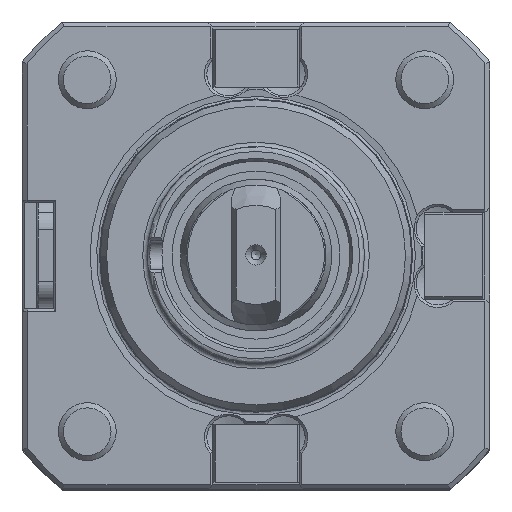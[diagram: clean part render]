
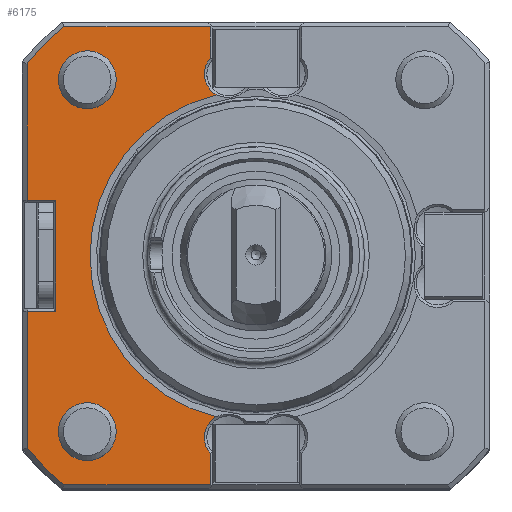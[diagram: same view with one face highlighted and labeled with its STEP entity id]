
A CAD part, top view. The second image highlights one B-rep face of the part: STEP entity #6175.
In plain terms, the highlighted planar face has unit normal (0, 0, 1).
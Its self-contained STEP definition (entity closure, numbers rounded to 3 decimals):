
#240=LINE('',#9512,#657);
#268=LINE('',#9664,#685);
#269=LINE('',#9666,#686);
#270=LINE('',#9680,#687);
#271=LINE('',#9682,#688);
#291=LINE('',#9730,#708);
#307=LINE('',#9778,#724);
#308=LINE('',#9780,#725);
#360=LINE('',#10086,#777);
#657=VECTOR('',#7459,1000.);
#685=VECTOR('',#7555,1000.);
#686=VECTOR('',#7558,1000.);
#687=VECTOR('',#7565,1000.);
#688=VECTOR('',#7568,1000.);
#708=VECTOR('',#7618,1000.);
#724=VECTOR('',#7660,1000.);
#725=VECTOR('',#7663,1000.);
#777=VECTOR('',#7859,1000.);
#1873=ORIENTED_EDGE('',*,*,#3388,.F.);
#1874=ORIENTED_EDGE('',*,*,#3389,.F.);
#1875=ORIENTED_EDGE('',*,*,#3275,.T.);
#1876=ORIENTED_EDGE('',*,*,#3274,.T.);
#1877=ORIENTED_EDGE('',*,*,#3250,.T.);
#1878=ORIENTED_EDGE('',*,*,#3226,.T.);
#1879=ORIENTED_EDGE('',*,*,#3225,.T.);
#1880=ORIENTED_EDGE('',*,*,#3223,.T.);
#1881=ORIENTED_EDGE('',*,*,#3221,.T.);
#1882=ORIENTED_EDGE('',*,*,#3220,.T.);
#1883=ORIENTED_EDGE('',*,*,#3179,.T.);
#1884=ORIENTED_EDGE('',*,*,#3375,.T.);
#1885=ORIENTED_EDGE('',*,*,#3390,.T.);
#1886=ORIENTED_EDGE('',*,*,#3391,.T.);
#1887=ORIENTED_EDGE('',*,*,#3162,.T.);
#1888=ORIENTED_EDGE('',*,*,#3160,.T.);
#3160=EDGE_CURVE('',#4011,#4012,#4548,.T.);
#3162=EDGE_CURVE('',#4013,#4011,#240,.T.);
#3179=EDGE_CURVE('',#4031,#4030,#4557,.T.);
#3220=EDGE_CURVE('',#4053,#4031,#268,.T.);
#3221=EDGE_CURVE('',#4054,#4053,#269,.T.);
#3223=EDGE_CURVE('',#4055,#4054,#4567,.T.);
#3225=EDGE_CURVE('',#3950,#4055,#270,.T.);
#3226=EDGE_CURVE('',#4056,#3950,#271,.T.);
#3250=EDGE_CURVE('',#4069,#4056,#291,.T.);
#3274=EDGE_CURVE('',#3944,#4069,#307,.T.);
#3275=EDGE_CURVE('',#4012,#3944,#308,.T.);
#3375=EDGE_CURVE('',#4030,#4161,#4612,.T.);
#3388=EDGE_CURVE('',#4167,#4167,#4617,.T.);
#3389=EDGE_CURVE('',#4168,#4168,#4618,.T.);
#3390=EDGE_CURVE('',#4161,#4169,#4619,.T.);
#3391=EDGE_CURVE('',#4169,#4013,#360,.T.);
#3944=VERTEX_POINT('',#9275);
#3950=VERTEX_POINT('',#9291);
#4011=VERTEX_POINT('',#9502);
#4012=VERTEX_POINT('',#9507);
#4013=VERTEX_POINT('',#9511);
#4030=VERTEX_POINT('',#9573);
#4031=VERTEX_POINT('',#9575);
#4053=VERTEX_POINT('',#9662);
#4054=VERTEX_POINT('',#9667);
#4055=VERTEX_POINT('',#9674);
#4056=VERTEX_POINT('',#9683);
#4069=VERTEX_POINT('',#9731);
#4161=VERTEX_POINT('',#10046);
#4167=VERTEX_POINT('',#10081);
#4168=VERTEX_POINT('',#10083);
#4169=VERTEX_POINT('',#10085);
#4548=CIRCLE('',#6553,62.);
#4557=CIRCLE('',#6568,5.);
#4567=CIRCLE('',#6591,62.);
#4612=CIRCLE('',#6681,34.429);
#4617=CIRCLE('',#6692,6.);
#4618=CIRCLE('',#6693,6.);
#4619=CIRCLE('',#6694,5.);
#4959=EDGE_LOOP('',(#1873));
#4960=EDGE_LOOP('',(#1874));
#4961=EDGE_LOOP('',(#1875,#1876,#1877,#1878,#1879,#1880,#1881,#1882,#1883,
#1884,#1885,#1886,#1887,#1888));
#5482=FACE_BOUND('',#4959,.T.);
#5483=FACE_BOUND('',#4960,.T.);
#5484=FACE_BOUND('',#4961,.T.);
#5923=PLANE('',#6691);
#6175=ADVANCED_FACE('',(#5482,#5483,#5484),#5923,.T.);
#6553=AXIS2_PLACEMENT_3D('',#9508,#7454,#7455);
#6568=AXIS2_PLACEMENT_3D('',#9574,#7487,#7488);
#6591=AXIS2_PLACEMENT_3D('',#9673,#7561,#7562);
#6681=AXIS2_PLACEMENT_3D('',#10047,#7826,#7827);
#6691=AXIS2_PLACEMENT_3D('',#10079,#7851,#7852);
#6692=AXIS2_PLACEMENT_3D('',#10080,#7853,#7854);
#6693=AXIS2_PLACEMENT_3D('',#10082,#7855,#7856);
#6694=AXIS2_PLACEMENT_3D('',#10084,#7857,#7858);
#7454=DIRECTION('',(0.,0.,1.));
#7455=DIRECTION('',(-1.,0.,0.));
#7459=DIRECTION('',(-1.,0.,0.));
#7487=DIRECTION('',(0.,0.,-1.));
#7488=DIRECTION('',(0.,-1.,0.));
#7555=DIRECTION('',(0.,1.,0.));
#7558=DIRECTION('',(1.,0.,0.));
#7561=DIRECTION('',(0.,0.,1.));
#7562=DIRECTION('',(-1.,0.,0.));
#7565=DIRECTION('',(0.,-1.,0.));
#7568=DIRECTION('',(-1.,0.,0.));
#7618=DIRECTION('',(0.,-1.,0.));
#7660=DIRECTION('',(1.,0.,0.));
#7663=DIRECTION('',(0.,-1.,0.));
#7826=DIRECTION('',(0.,0.,-1.));
#7827=DIRECTION('',(1.,0.,0.));
#7851=DIRECTION('',(0.,0.,1.));
#7852=DIRECTION('',(-1.,0.,0.));
#7853=DIRECTION('',(0.,0.,1.));
#7854=DIRECTION('',(1.,0.,0.));
#7855=DIRECTION('',(0.,0.,1.));
#7856=DIRECTION('',(1.,0.,0.));
#7857=DIRECTION('',(0.,0.,-1.));
#7858=DIRECTION('',(0.,-1.,0.));
#7859=DIRECTION('',(0.,1.,0.));
#9275=CARTESIAN_POINT('',(-47.5,11.5,0.));
#9291=CARTESIAN_POINT('',(-47.5,-11.5,0.));
#9502=CARTESIAN_POINT('',(-39.847,47.5,0.));
#9507=CARTESIAN_POINT('',(-47.5,39.847,0.));
#9508=CARTESIAN_POINT('',(0.,0.,0.));
#9511=CARTESIAN_POINT('',(-9.5,47.5,0.));
#9512=CARTESIAN_POINT('',(-40.209,47.5,0.));
#9573=CARTESIAN_POINT('',(-8.282,-33.418,0.));
#9574=CARTESIAN_POINT('',(-5.7,-37.7,0.));
#9575=CARTESIAN_POINT('',(-9.5,-40.95,0.));
#9662=CARTESIAN_POINT('',(-9.5,-47.5,0.));
#9664=CARTESIAN_POINT('',(-9.5,0.,0.));
#9666=CARTESIAN_POINT('',(-9.5,-47.5,0.));
#9667=CARTESIAN_POINT('',(-39.847,-47.5,0.));
#9673=CARTESIAN_POINT('',(0.,0.,0.));
#9674=CARTESIAN_POINT('',(-47.5,-39.847,0.));
#9680=CARTESIAN_POINT('',(-47.5,-40.209,0.));
#9682=CARTESIAN_POINT('',(-47.5,-11.5,0.));
#9683=CARTESIAN_POINT('',(-41.5,-11.5,0.));
#9730=CARTESIAN_POINT('',(-41.5,0.,0.));
#9731=CARTESIAN_POINT('',(-41.5,11.5,0.));
#9778=CARTESIAN_POINT('',(-42.,11.5,0.));
#9780=CARTESIAN_POINT('',(-47.5,11.,0.));
#10046=CARTESIAN_POINT('',(-8.282,33.418,0.));
#10047=CARTESIAN_POINT('',(0.,0.,0.));
#10079=CARTESIAN_POINT('',(63.,0.,0.));
#10080=CARTESIAN_POINT('',(-35.,-36.5,0.));
#10081=CARTESIAN_POINT('',(-29.,-36.5,0.));
#10082=CARTESIAN_POINT('',(-35.,36.5,0.));
#10083=CARTESIAN_POINT('',(-29.,36.5,0.));
#10084=CARTESIAN_POINT('',(-5.7,37.7,0.));
#10085=CARTESIAN_POINT('',(-9.5,40.95,0.));
#10086=CARTESIAN_POINT('',(-9.5,63.364,0.));
